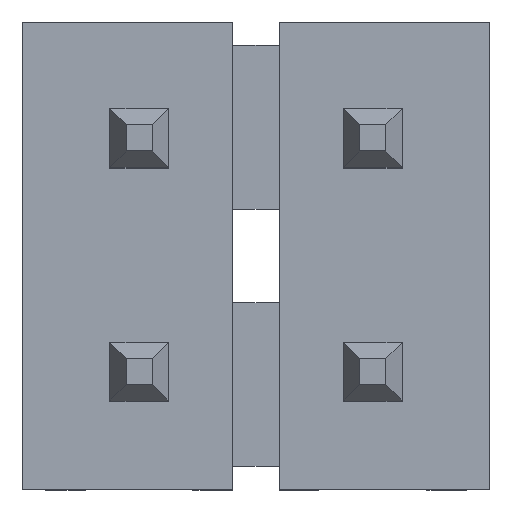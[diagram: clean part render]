
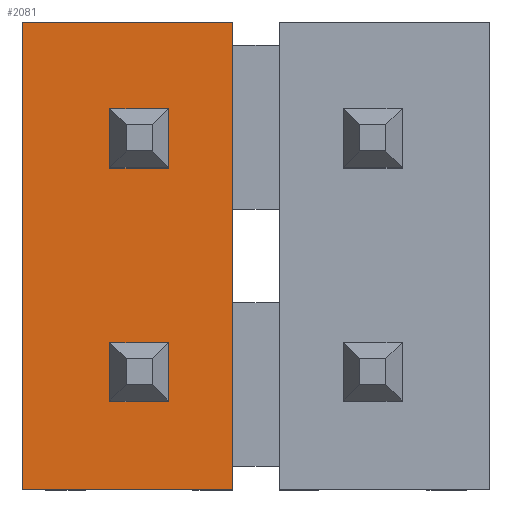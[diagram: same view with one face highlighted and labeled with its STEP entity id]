
A CAD part, top view. The second image highlights one B-rep face of the part: STEP entity #2081.
In plain terms, the highlighted planar face has unit normal (0, 0, 1).
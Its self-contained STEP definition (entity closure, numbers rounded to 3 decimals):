
#41=FACE_OUTER_BOUND($,#173,.T.);
#173=EDGE_LOOP($,(#1413,#1414,#1415,#1416));
#329=LINE($,#2995,#621);
#332=LINE($,#3001,#624);
#333=LINE($,#3002,#625);
#334=LINE($,#3003,#626);
#621=VECTOR($,#2420,5.08);
#624=VECTOR($,#2425,5.08);
#625=VECTOR($,#2426,2.286);
#626=VECTOR($,#2427,2.286);
#905=VERTEX_POINT($,#2993);
#906=VERTEX_POINT($,#2994);
#907=VERTEX_POINT($,#2999);
#908=VERTEX_POINT($,#3000);
#1097=EDGE_CURVE($,#905,#906,#329,.T.);
#1100=EDGE_CURVE($,#907,#908,#332,.T.);
#1101=EDGE_CURVE($,#906,#908,#333,.T.);
#1102=EDGE_CURVE($,#907,#905,#334,.T.);
#1413=ORIENTED_EDGE($,*,*,#1100,.T.);
#1414=ORIENTED_EDGE($,*,*,#1101,.F.);
#1415=ORIENTED_EDGE($,*,*,#1097,.F.);
#1416=ORIENTED_EDGE($,*,*,#1102,.F.);
#1949=PLANE($,#2238);
#2081=ADVANCED_FACE($,(#41),#1949,.F.);
#2238=AXIS2_PLACEMENT_3D($,#2998,#2423,#2424);
#2420=DIRECTION($,(0.,1.,0.));
#2423=DIRECTION('center_axis',(0.,0.,-1.));
#2424=DIRECTION('ref_axis',(0.,1.,0.));
#2425=DIRECTION($,(0.,1.,0.));
#2426=DIRECTION($,(1.,0.,0.));
#2427=DIRECTION($,(-1.,0.,0.));
#2993=CARTESIAN_POINT('',(-2.54,-2.54,2.54));
#2994=CARTESIAN_POINT('',(-2.54,2.54,2.54));
#2995=CARTESIAN_POINT($,(-2.54,0.,2.54));
#2998=CARTESIAN_POINT('Origin',(-1.397,0.,2.54));
#2999=CARTESIAN_POINT('',(-0.254,-2.54,2.54));
#3000=CARTESIAN_POINT('',(-0.254,2.54,2.54));
#3001=CARTESIAN_POINT($,(-0.254,0.,2.54));
#3002=CARTESIAN_POINT($,(-1.397,2.54,2.54));
#3003=CARTESIAN_POINT($,(-1.397,-2.54,2.54));
